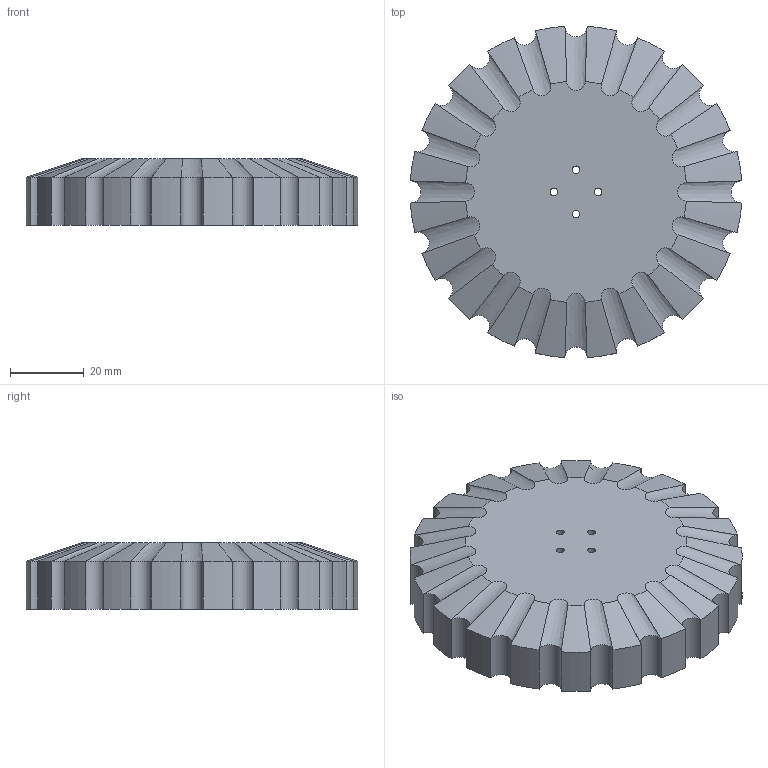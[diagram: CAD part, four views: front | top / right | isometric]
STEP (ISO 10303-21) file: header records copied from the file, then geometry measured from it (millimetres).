
FILE_DESCRIPTION(/* description */ (''),/* implementation_level */ '2;1');
FILE_NAME(/* name */ '',/* time_stamp */ '2024-08-06T20:03:41+08:00',/* author */ (''),/* organization */ (''),/* preprocessor_version */ 'ST-DEVELOPER v20',/* originating_system */ 'Autodesk Translation Framework v13.14.0.145',/* authorisation */ '');
FILE_SCHEMA (('AUTOMOTIVE_DESIGN { 1 0 10303 214 3 1 1 }'));
Length unit declared in the file: millimetre
Products named in the file (1): 3D_Board_Main_2024-08-05
Bounding box: 89.8 x 89.8 x 18 mm (x, y, z)
Volume: 83976.9 mm3; surface area: 18884.9 mm2
Topology: 1 solids, 1 shells, 88 faces, 215 edges, 130 vertices
Faces by surface type: cylinder 45, bspline 40, plane 3
Full cylindrical faces by diameter (mm): 2.075 x4, 36 x1
Entity records: 4218 total; most frequent: CARTESIAN_POINT 2114, DIRECTION 443, ORIENTED_EDGE 430, EDGE_CURVE 215, AXIS2_PLACEMENT_3D 179, CIRCLE 130, VERTEX_POINT 130, EDGE_LOOP 97
